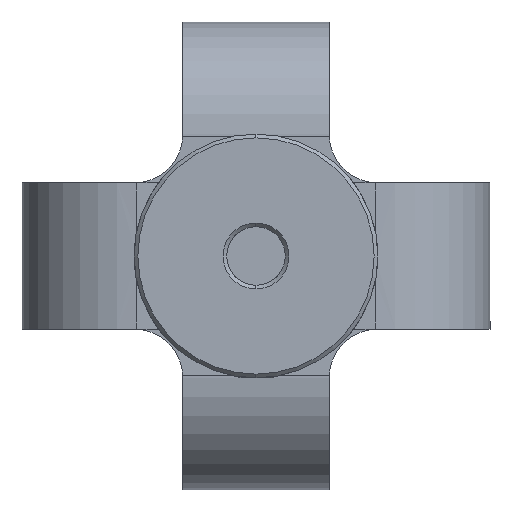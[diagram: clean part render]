
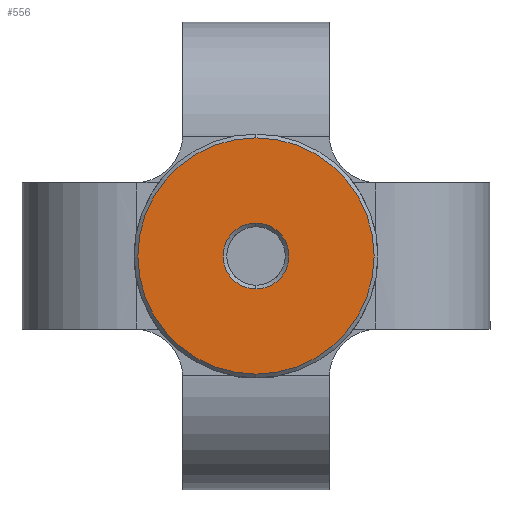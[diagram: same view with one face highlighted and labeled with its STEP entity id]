
A CAD part, left-side view. The second image highlights one B-rep face of the part: STEP entity #556.
In plain terms, the highlighted planar face has unit normal (-1, 0, 0).
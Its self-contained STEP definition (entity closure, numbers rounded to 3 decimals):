
#402 = EDGE_CURVE ( 'NONE', #639, #638, #2344, .T. ) ;
#403 = EDGE_CURVE ( 'NONE', #636, #637, #2345, .T. ) ;
#556 = ADVANCED_FACE ( 'NONE', ( #3449, #3455 ), #2934, .F. ) ;
#636 = VERTEX_POINT ( 'NONE', #3197 ) ;
#637 = VERTEX_POINT ( 'NONE', #3198 ) ;
#638 = VERTEX_POINT ( 'NONE', #3199 ) ;
#639 = VERTEX_POINT ( 'NONE', #3200 ) ;
#1034 = CARTESIAN_POINT ( 'NONE',  ( -24., 0., 0. ) ) ;
#1046 = DIRECTION ( 'NONE',  ( -1., 0., 0. ) ) ;
#1047 = DIRECTION ( 'NONE',  ( 0., 0., -1. ) ) ;
#1048 = CARTESIAN_POINT ( 'NONE',  ( -24., 0., 0. ) ) ;
#1049 = DIRECTION ( 'NONE',  ( 1., 0., 0. ) ) ;
#1050 = DIRECTION ( 'NONE',  ( 0., 0., -1. ) ) ;
#1420 = ORIENTED_EDGE ( 'NONE', *, *, #402, .T. ) ;
#1421 = ORIENTED_EDGE ( 'NONE', *, *, #1680, .T. ) ;
#1422 = ORIENTED_EDGE ( 'NONE', *, *, #1667, .T. ) ;
#1423 = ORIENTED_EDGE ( 'NONE', *, *, #403, .T. ) ;
#1667 = EDGE_CURVE ( 'NONE', #637, #636, #3601, .T. ) ;
#1680 = EDGE_CURVE ( 'NONE', #638, #639, #3618, .T. ) ;
#1801 = AXIS2_PLACEMENT_3D ( 'NONE', #1034, #1046, #1047 ) ;
#1803 = AXIS2_PLACEMENT_3D ( 'NONE', #1048, #1049, #1050 ) ;
#2083 = EDGE_LOOP ( 'NONE', ( #1422, #1423 ) ) ;
#2095 = EDGE_LOOP ( 'NONE', ( #1420, #1421 ) ) ;
#2344 = CIRCLE ( 'NONE', #1801, 12.119 ) ;
#2345 = CIRCLE ( 'NONE', #1803, 3.381 ) ;
#2933 = CARTESIAN_POINT ( 'NONE',  ( -24., 0., 0. ) ) ;
#2934 = PLANE ( 'NONE',  #3257 ) ;
#2936 = DIRECTION ( 'NONE',  ( 1., 0., 0. ) ) ;
#2937 = DIRECTION ( 'NONE',  ( 0., 0., -1. ) ) ;
#3197 = CARTESIAN_POINT ( 'NONE',  ( -24., 0., -3.381 ) ) ;
#3198 = CARTESIAN_POINT ( 'NONE',  ( -24., 0., 3.381 ) ) ;
#3199 = CARTESIAN_POINT ( 'NONE',  ( -24., 0., 12.119 ) ) ;
#3200 = CARTESIAN_POINT ( 'NONE',  ( -24., 0., -12.119 ) ) ;
#3257 = AXIS2_PLACEMENT_3D ( 'NONE', #2933, #2936, #2937 ) ;
#3319 = AXIS2_PLACEMENT_3D ( 'NONE', #4175, #4234, #4235 ) ;
#3321 = AXIS2_PLACEMENT_3D ( 'NONE', #4296, #4298, #4299 ) ;
#3449 = FACE_OUTER_BOUND ( 'NONE', #2095, .T. ) ;
#3455 = FACE_BOUND ( 'NONE', #2083, .T. ) ;
#3601 = CIRCLE ( 'NONE', #3319, 3.381 ) ;
#3618 = CIRCLE ( 'NONE', #3321, 12.119 ) ;
#4175 = CARTESIAN_POINT ( 'NONE',  ( -24., 0., 0. ) ) ;
#4234 = DIRECTION ( 'NONE',  ( 1., 0., 0. ) ) ;
#4235 = DIRECTION ( 'NONE',  ( 0., 0., -1. ) ) ;
#4296 = CARTESIAN_POINT ( 'NONE',  ( -24., 0., 0. ) ) ;
#4298 = DIRECTION ( 'NONE',  ( -1., 0., 0. ) ) ;
#4299 = DIRECTION ( 'NONE',  ( 0., 0., -1. ) ) ;
